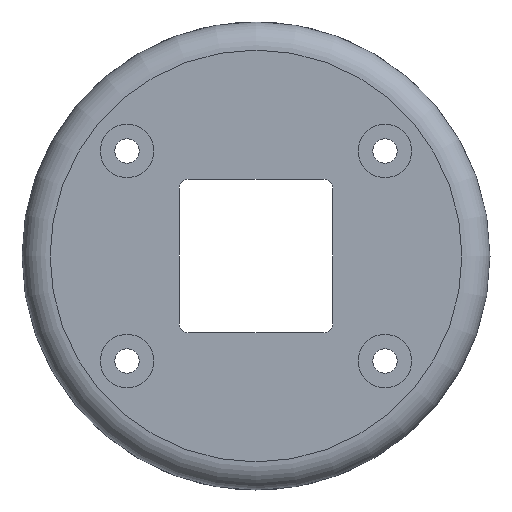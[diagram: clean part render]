
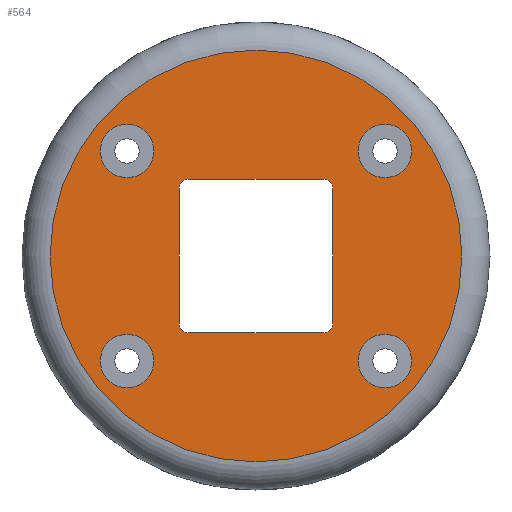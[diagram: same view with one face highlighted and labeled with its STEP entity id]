
A CAD part, front view. The second image highlights one B-rep face of the part: STEP entity #564.
In plain terms, the highlighted planar face has unit normal (0, -1, 0).
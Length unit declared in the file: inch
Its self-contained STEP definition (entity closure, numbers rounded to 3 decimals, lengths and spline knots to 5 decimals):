
#15=FACE_BOUND('',#131,.T.);
#16=FACE_BOUND('',#132,.T.);
#17=FACE_BOUND('',#133,.T.);
#18=FACE_BOUND('',#134,.T.);
#19=FACE_BOUND('',#135,.T.);
#35=CIRCLE('',#607,0.05);
#37=CIRCLE('',#611,0.05);
#39=CIRCLE('',#615,0.05);
#41=CIRCLE('',#619,0.05);
#42=CIRCLE('',#622,1.1);
#46=CIRCLE('',#626,1.1);
#47=CIRCLE('',#628,0.14272);
#48=CIRCLE('',#629,0.14272);
#49=CIRCLE('',#630,0.14272);
#50=CIRCLE('',#631,0.14272);
#98=FACE_OUTER_BOUND('',#130,.T.);
#130=EDGE_LOOP('',(#438,#439));
#131=EDGE_LOOP('',(#440));
#132=EDGE_LOOP('',(#441));
#133=EDGE_LOOP('',(#442));
#134=EDGE_LOOP('',(#443));
#135=EDGE_LOOP('',(#444,#445,#446,#447,#448,#449,#450,#451));
#181=LINE('',#906,#222);
#185=LINE('',#918,#226);
#189=LINE('',#930,#230);
#191=LINE('',#938,#232);
#222=VECTOR('',#715,0.3937);
#226=VECTOR('',#727,0.3937);
#230=VECTOR('',#739,0.3937);
#232=VECTOR('',#749,0.3937);
#262=VERTEX_POINT('',#896);
#263=VERTEX_POINT('',#898);
#265=VERTEX_POINT('',#904);
#267=VERTEX_POINT('',#910);
#269=VERTEX_POINT('',#916);
#271=VERTEX_POINT('',#922);
#273=VERTEX_POINT('',#928);
#275=VERTEX_POINT('',#934);
#276=VERTEX_POINT('',#941);
#277=VERTEX_POINT('',#942);
#280=VERTEX_POINT('',#951);
#281=VERTEX_POINT('',#953);
#282=VERTEX_POINT('',#955);
#283=VERTEX_POINT('',#957);
#318=EDGE_CURVE('',#262,#263,#35,.T.);
#322=EDGE_CURVE('',#262,#265,#181,.T.);
#325=EDGE_CURVE('',#267,#265,#37,.T.);
#328=EDGE_CURVE('',#267,#269,#185,.T.);
#331=EDGE_CURVE('',#271,#269,#39,.T.);
#334=EDGE_CURVE('',#271,#273,#189,.T.);
#337=EDGE_CURVE('',#275,#273,#41,.T.);
#338=EDGE_CURVE('',#275,#263,#191,.T.);
#340=EDGE_CURVE('',#276,#277,#42,.T.);
#344=EDGE_CURVE('',#277,#276,#46,.T.);
#345=EDGE_CURVE('',#280,#280,#47,.T.);
#346=EDGE_CURVE('',#281,#281,#48,.T.);
#347=EDGE_CURVE('',#282,#282,#49,.T.);
#348=EDGE_CURVE('',#283,#283,#50,.T.);
#438=ORIENTED_EDGE('',*,*,#340,.F.);
#439=ORIENTED_EDGE('',*,*,#344,.F.);
#440=ORIENTED_EDGE('',*,*,#345,.T.);
#441=ORIENTED_EDGE('',*,*,#346,.T.);
#442=ORIENTED_EDGE('',*,*,#347,.T.);
#443=ORIENTED_EDGE('',*,*,#348,.T.);
#444=ORIENTED_EDGE('',*,*,#328,.T.);
#445=ORIENTED_EDGE('',*,*,#331,.F.);
#446=ORIENTED_EDGE('',*,*,#334,.T.);
#447=ORIENTED_EDGE('',*,*,#337,.F.);
#448=ORIENTED_EDGE('',*,*,#338,.T.);
#449=ORIENTED_EDGE('',*,*,#318,.F.);
#450=ORIENTED_EDGE('',*,*,#322,.T.);
#451=ORIENTED_EDGE('',*,*,#325,.F.);
#542=PLANE('',#627);
#564=ADVANCED_FACE('',(#98,#15,#16,#17,#18,#19),#542,.F.);
#607=AXIS2_PLACEMENT_3D('',#899,#708,#709);
#611=AXIS2_PLACEMENT_3D('',#912,#721,#722);
#615=AXIS2_PLACEMENT_3D('',#924,#733,#734);
#619=AXIS2_PLACEMENT_3D('',#936,#745,#746);
#622=AXIS2_PLACEMENT_3D('',#943,#753,#754);
#626=AXIS2_PLACEMENT_3D('',#949,#761,#762);
#627=AXIS2_PLACEMENT_3D('',#950,#763,#764);
#628=AXIS2_PLACEMENT_3D('',#952,#765,#766);
#629=AXIS2_PLACEMENT_3D('',#954,#767,#768);
#630=AXIS2_PLACEMENT_3D('',#956,#769,#770);
#631=AXIS2_PLACEMENT_3D('',#958,#771,#772);
#708=DIRECTION('center_axis',(0.,-1.,0.));
#709=DIRECTION('ref_axis',(0.707,0.,-0.707));
#715=DIRECTION('',(-1.,0.,0.));
#721=DIRECTION('center_axis',(0.,-1.,0.));
#722=DIRECTION('ref_axis',(-0.707,0.,-0.707));
#727=DIRECTION('',(0.,0.,1.));
#733=DIRECTION('center_axis',(0.,-1.,0.));
#734=DIRECTION('ref_axis',(-0.707,0.,0.707));
#739=DIRECTION('',(1.,0.,0.));
#745=DIRECTION('center_axis',(0.,-1.,0.));
#746=DIRECTION('ref_axis',(0.707,0.,0.707));
#749=DIRECTION('',(0.,0.,-1.));
#753=DIRECTION('center_axis',(0.,1.,0.));
#754=DIRECTION('ref_axis',(1.,0.,0.));
#761=DIRECTION('center_axis',(0.,1.,0.));
#762=DIRECTION('ref_axis',(1.,0.,0.));
#763=DIRECTION('center_axis',(0.,1.,0.));
#764=DIRECTION('ref_axis',(1.,0.,0.));
#765=DIRECTION('center_axis',(0.,1.,0.));
#766=DIRECTION('ref_axis',(1.,0.,0.));
#767=DIRECTION('center_axis',(0.,1.,0.));
#768=DIRECTION('ref_axis',(1.,0.,0.));
#769=DIRECTION('center_axis',(0.,1.,0.));
#770=DIRECTION('ref_axis',(1.,0.,0.));
#771=DIRECTION('center_axis',(0.,1.,0.));
#772=DIRECTION('ref_axis',(1.,0.,0.));
#896=CARTESIAN_POINT('',(0.36,-0.2,-0.41));
#898=CARTESIAN_POINT('',(0.41,-0.2,-0.36));
#899=CARTESIAN_POINT('Origin',(0.36,-0.2,-0.36));
#904=CARTESIAN_POINT('',(-0.36,-0.2,-0.41));
#906=CARTESIAN_POINT('',(-0.205,-0.2,-0.41));
#910=CARTESIAN_POINT('',(-0.41,-0.2,-0.36));
#912=CARTESIAN_POINT('Origin',(-0.36,-0.2,-0.36));
#916=CARTESIAN_POINT('',(-0.41,-0.2,0.36));
#918=CARTESIAN_POINT('',(-0.41,-0.2,0.205));
#922=CARTESIAN_POINT('',(-0.36,-0.2,0.41));
#924=CARTESIAN_POINT('Origin',(-0.36,-0.2,0.36));
#928=CARTESIAN_POINT('',(0.36,-0.2,0.41));
#930=CARTESIAN_POINT('',(0.205,-0.2,0.41));
#934=CARTESIAN_POINT('',(0.41,-0.2,0.36));
#936=CARTESIAN_POINT('Origin',(0.36,-0.2,0.36));
#938=CARTESIAN_POINT('',(0.41,-0.2,-0.205));
#941=CARTESIAN_POINT('',(-1.1,-0.2,0.));
#942=CARTESIAN_POINT('',(0.,-0.2,1.1));
#943=CARTESIAN_POINT('Origin',(0.,-0.2,0.));
#949=CARTESIAN_POINT('Origin',(0.,-0.2,0.));
#950=CARTESIAN_POINT('Origin',(0.,-0.2,0.));
#951=CARTESIAN_POINT('',(0.54626,-0.2,0.56102));
#952=CARTESIAN_POINT('Origin',(0.68898,-0.2,0.56102));
#953=CARTESIAN_POINT('',(-0.83169,-0.2,0.56102));
#954=CARTESIAN_POINT('Origin',(-0.68898,-0.2,0.56102));
#955=CARTESIAN_POINT('',(0.54626,-0.2,-0.56102));
#956=CARTESIAN_POINT('Origin',(0.68898,-0.2,-0.56102));
#957=CARTESIAN_POINT('',(-0.83169,-0.2,-0.56102));
#958=CARTESIAN_POINT('Origin',(-0.68898,-0.2,-0.56102));
